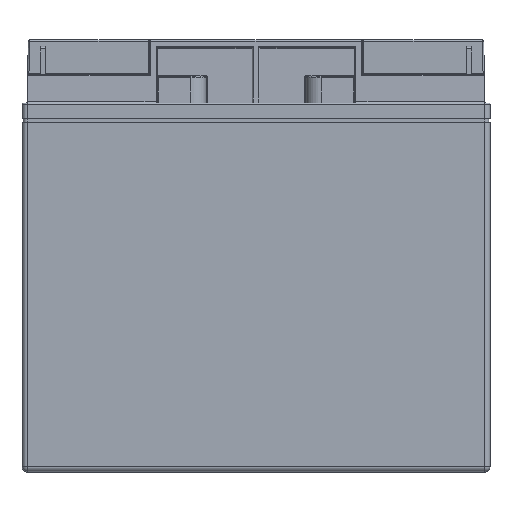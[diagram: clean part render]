
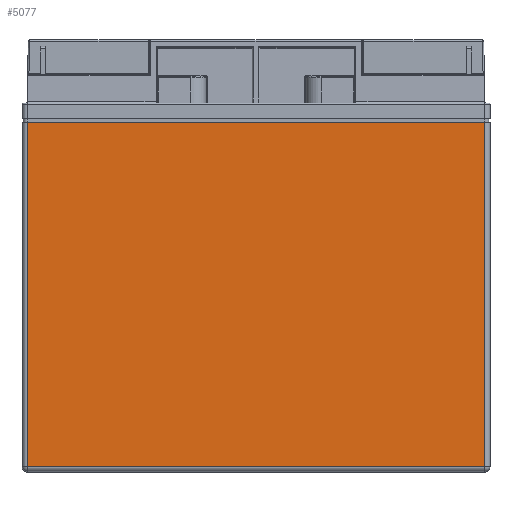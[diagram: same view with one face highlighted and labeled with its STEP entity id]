
A CAD part, top view. The second image highlights one B-rep face of the part: STEP entity #5077.
In plain terms, the highlighted planar face has unit normal (0, 0, 1).
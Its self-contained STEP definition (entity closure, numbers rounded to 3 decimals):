
#204 = VERTEX_POINT ( 'NONE', #4892 ) ;
#499 = VERTEX_POINT ( 'NONE', #1263 ) ;
#873 = VERTEX_POINT ( 'NONE', #4185 ) ;
#1088 = CARTESIAN_POINT ( 'NONE',  ( -90.75, 143., 38.5 ) ) ;
#1263 = CARTESIAN_POINT ( 'NONE',  ( 88.75, 2., 38.5 ) ) ;
#1319 = CARTESIAN_POINT ( 'NONE',  ( 90.75, 2., 38.5 ) ) ;
#1681 = PLANE ( 'NONE',  #5189 ) ;
#1914 = LINE ( 'NONE', #2626, #7416 ) ;
#2350 = DIRECTION ( 'NONE',  ( 0., 0., -1. ) ) ;
#2476 = LINE ( 'NONE', #3742, #7976 ) ;
#2626 = CARTESIAN_POINT ( 'NONE',  ( -88.75, 143., 38.5 ) ) ;
#2826 = DIRECTION ( 'NONE',  ( 1., 0., 0. ) ) ;
#3253 = ORIENTED_EDGE ( 'NONE', *, *, #7663, .F. ) ;
#3645 = EDGE_CURVE ( 'NONE', #499, #873, #2476, .T. ) ;
#3699 = DIRECTION ( 'NONE',  ( -1., 0., 0. ) ) ;
#3742 = CARTESIAN_POINT ( 'NONE',  ( 88.75, 143., 38.5 ) ) ;
#3790 = DIRECTION ( 'NONE',  ( 1., 0., 0. ) ) ;
#3873 = ORIENTED_EDGE ( 'NONE', *, *, #6768, .T. ) ;
#4185 = CARTESIAN_POINT ( 'NONE',  ( 88.75, 135.5, 38.5 ) ) ;
#4283 = CARTESIAN_POINT ( 'NONE',  ( -88.75, 135.5, 38.5 ) ) ;
#4821 = EDGE_LOOP ( 'NONE', ( #3253, #7586, #3873, #7318 ) ) ;
#4892 = CARTESIAN_POINT ( 'NONE',  ( -88.75, 2., 38.5 ) ) ;
#4898 = DIRECTION ( 'NONE',  ( 0., 1., 0. ) ) ;
#5077 = ADVANCED_FACE ( 'NONE', ( #7225 ), #1681, .F. ) ;
#5148 = EDGE_CURVE ( 'NONE', #7154, #204, #1914, .T. ) ;
#5189 = AXIS2_PLACEMENT_3D ( 'NONE', #1088, #2350, #3699 ) ;
#6290 = VECTOR ( 'NONE', #2826, 1000. ) ;
#6311 = CARTESIAN_POINT ( 'NONE',  ( -88.75, 135.5, 38.5 ) ) ;
#6322 = LINE ( 'NONE', #1319, #6472 ) ;
#6357 = LINE ( 'NONE', #6311, #6290 ) ;
#6472 = VECTOR ( 'NONE', #3790, 1000. ) ;
#6768 = EDGE_CURVE ( 'NONE', #204, #499, #6322, .T. ) ;
#7017 = DIRECTION ( 'NONE',  ( 0., -1., 0. ) ) ;
#7154 = VERTEX_POINT ( 'NONE', #4283 ) ;
#7225 = FACE_OUTER_BOUND ( 'NONE', #4821, .T. ) ;
#7318 = ORIENTED_EDGE ( 'NONE', *, *, #3645, .T. ) ;
#7416 = VECTOR ( 'NONE', #7017, 1000. ) ;
#7586 = ORIENTED_EDGE ( 'NONE', *, *, #5148, .T. ) ;
#7663 = EDGE_CURVE ( 'NONE', #7154, #873, #6357, .T. ) ;
#7976 = VECTOR ( 'NONE', #4898, 1000. ) ;
